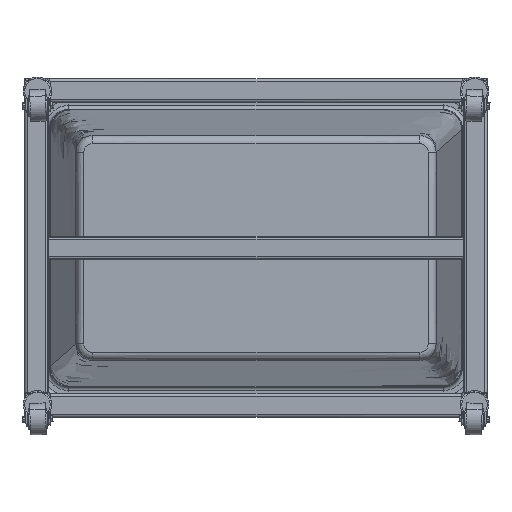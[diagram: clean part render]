
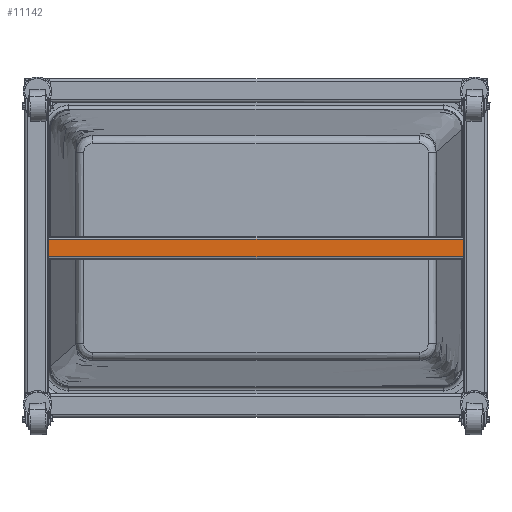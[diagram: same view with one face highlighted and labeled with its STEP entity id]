
A CAD part, front view. The second image highlights one B-rep face of the part: STEP entity #11142.
In plain terms, the highlighted planar face has unit normal (0, -1, 0).
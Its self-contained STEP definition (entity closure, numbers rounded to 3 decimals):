
#136 = DIRECTION ( 'NONE',  ( -1., 0., 0. ) ) ;
#1356 = DIRECTION ( 'NONE',  ( 0., 0., 1. ) ) ;
#3338 = AXIS2_PLACEMENT_3D ( 'NONE', #20121, #7941, #25083 ) ;
#3512 = EDGE_CURVE ( 'NONE', #20077, #29230, #23488, .T. ) ;
#4665 = VECTOR ( 'NONE', #1356, 1000. ) ;
#4745 = CARTESIAN_POINT ( 'NONE',  ( -260., -430., -11. ) ) ;
#6031 = ORIENTED_EDGE ( 'NONE', *, *, #23358, .F. ) ;
#7941 = DIRECTION ( 'NONE',  ( 0., 1., 0. ) ) ;
#11142 = ADVANCED_FACE ( 'NONE', ( #26994 ), #22605, .F. ) ;
#12834 = EDGE_LOOP ( 'NONE', ( #21833, #6031, #16690, #25171 ) ) ;
#13646 = VECTOR ( 'NONE', #28418, 1000. ) ;
#13665 = CARTESIAN_POINT ( 'NONE',  ( 290., -430., -11. ) ) ;
#16690 = ORIENTED_EDGE ( 'NONE', *, *, #26347, .T. ) ;
#16908 = VERTEX_POINT ( 'NONE', #19186 ) ;
#17102 = DIRECTION ( 'NONE',  ( 0., 0., 1. ) ) ;
#17699 = LINE ( 'NONE', #30851, #4665 ) ;
#18443 = CARTESIAN_POINT ( 'NONE',  ( 260., -430., 11. ) ) ;
#19186 = CARTESIAN_POINT ( 'NONE',  ( 260., -430., -11. ) ) ;
#19258 = VERTEX_POINT ( 'NONE', #4745 ) ;
#19366 = CARTESIAN_POINT ( 'NONE',  ( -260., -430., -212.5 ) ) ;
#20077 = VERTEX_POINT ( 'NONE', #18443 ) ;
#20121 = CARTESIAN_POINT ( 'NONE',  ( 290., -430., 11. ) ) ;
#21337 = VECTOR ( 'NONE', #17102, 1000. ) ;
#21833 = ORIENTED_EDGE ( 'NONE', *, *, #22957, .F. ) ;
#22605 = PLANE ( 'NONE',  #3338 ) ;
#22715 = VECTOR ( 'NONE', #136, 1000. ) ;
#22957 = EDGE_CURVE ( 'NONE', #19258, #29230, #28691, .T. ) ;
#23358 = EDGE_CURVE ( 'NONE', #16908, #19258, #30986, .T. ) ;
#23488 = LINE ( 'NONE', #29589, #22715 ) ;
#25083 = DIRECTION ( 'NONE',  ( 0., 0., 1. ) ) ;
#25171 = ORIENTED_EDGE ( 'NONE', *, *, #3512, .T. ) ;
#26347 = EDGE_CURVE ( 'NONE', #16908, #20077, #17699, .T. ) ;
#26994 = FACE_OUTER_BOUND ( 'NONE', #12834, .T. ) ;
#27037 = CARTESIAN_POINT ( 'NONE',  ( -260., -430., 11. ) ) ;
#28418 = DIRECTION ( 'NONE',  ( -1., 0., 0. ) ) ;
#28691 = LINE ( 'NONE', #19366, #21337 ) ;
#29230 = VERTEX_POINT ( 'NONE', #27037 ) ;
#29589 = CARTESIAN_POINT ( 'NONE',  ( 290., -430., 11. ) ) ;
#30851 = CARTESIAN_POINT ( 'NONE',  ( 260., -430., -212.5 ) ) ;
#30986 = LINE ( 'NONE', #13665, #13646 ) ;
